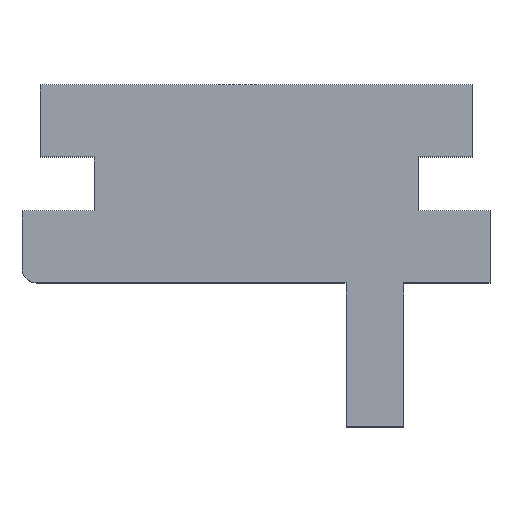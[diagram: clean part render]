
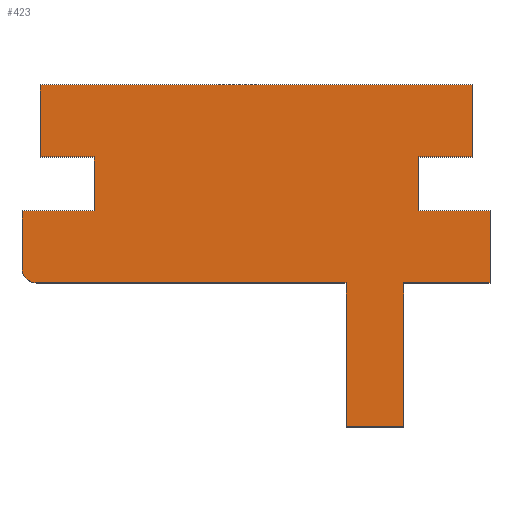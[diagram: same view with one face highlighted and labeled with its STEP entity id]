
A CAD part, top view. The second image highlights one B-rep face of the part: STEP entity #423.
In plain terms, the highlighted planar face has unit normal (0, 0, 1).
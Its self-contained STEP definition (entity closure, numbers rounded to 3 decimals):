
#36=PLANE('',#473);
#57=FACE_OUTER_BOUND('',#82,.T.);
#82=EDGE_LOOP('',(#383,#384,#385,#386,#387,#388,#389,#390,#391,#392,#393,
#394,#395,#396,#397,#398,#399));
#101=LINE('',#625,#152);
#106=LINE('',#643,#157);
#108=LINE('',#647,#159);
#110=LINE('',#651,#161);
#112=LINE('',#655,#163);
#114=LINE('',#659,#165);
#116=LINE('',#663,#167);
#118=LINE('',#667,#169);
#120=LINE('',#671,#171);
#122=LINE('',#675,#173);
#124=LINE('',#679,#175);
#126=LINE('',#683,#177);
#128=LINE('',#687,#179);
#130=LINE('',#691,#181);
#132=LINE('',#694,#183);
#133=LINE('',#696,#184);
#152=VECTOR('',#504,10.);
#157=VECTOR('',#523,10.);
#159=VECTOR('',#527,10.);
#161=VECTOR('',#531,10.);
#163=VECTOR('',#535,10.);
#165=VECTOR('',#539,10.);
#167=VECTOR('',#543,10.);
#169=VECTOR('',#547,10.);
#171=VECTOR('',#551,10.);
#173=VECTOR('',#555,10.);
#175=VECTOR('',#559,10.);
#177=VECTOR('',#563,10.);
#179=VECTOR('',#567,10.);
#181=VECTOR('',#571,10.);
#183=VECTOR('',#575,10.);
#184=VECTOR('',#578,10.);
#185=CIRCLE('',#448,2.);
#191=VERTEX_POINT('',#583);
#192=VERTEX_POINT('',#584);
#210=VERTEX_POINT('',#624);
#215=VERTEX_POINT('',#640);
#216=VERTEX_POINT('',#642);
#217=VERTEX_POINT('',#646);
#218=VERTEX_POINT('',#650);
#219=VERTEX_POINT('',#654);
#220=VERTEX_POINT('',#658);
#221=VERTEX_POINT('',#662);
#222=VERTEX_POINT('',#666);
#223=VERTEX_POINT('',#670);
#224=VERTEX_POINT('',#674);
#225=VERTEX_POINT('',#678);
#226=VERTEX_POINT('',#682);
#227=VERTEX_POINT('',#686);
#228=VERTEX_POINT('',#690);
#229=EDGE_CURVE('',#191,#192,#185,.T.);
#249=EDGE_CURVE('',#210,#192,#101,.T.);
#258=EDGE_CURVE('',#216,#215,#106,.T.);
#260=EDGE_CURVE('',#217,#216,#108,.T.);
#262=EDGE_CURVE('',#218,#217,#110,.T.);
#264=EDGE_CURVE('',#219,#218,#112,.T.);
#266=EDGE_CURVE('',#220,#219,#114,.T.);
#268=EDGE_CURVE('',#221,#220,#116,.T.);
#270=EDGE_CURVE('',#222,#221,#118,.T.);
#272=EDGE_CURVE('',#223,#222,#120,.T.);
#274=EDGE_CURVE('',#224,#223,#122,.T.);
#276=EDGE_CURVE('',#225,#224,#124,.T.);
#278=EDGE_CURVE('',#226,#225,#126,.T.);
#280=EDGE_CURVE('',#227,#226,#128,.T.);
#282=EDGE_CURVE('',#228,#227,#130,.T.);
#284=EDGE_CURVE('',#191,#228,#132,.T.);
#285=EDGE_CURVE('',#215,#210,#133,.T.);
#383=ORIENTED_EDGE('',*,*,#229,.F.);
#384=ORIENTED_EDGE('',*,*,#284,.T.);
#385=ORIENTED_EDGE('',*,*,#282,.T.);
#386=ORIENTED_EDGE('',*,*,#280,.T.);
#387=ORIENTED_EDGE('',*,*,#278,.T.);
#388=ORIENTED_EDGE('',*,*,#276,.T.);
#389=ORIENTED_EDGE('',*,*,#274,.T.);
#390=ORIENTED_EDGE('',*,*,#272,.T.);
#391=ORIENTED_EDGE('',*,*,#270,.T.);
#392=ORIENTED_EDGE('',*,*,#268,.T.);
#393=ORIENTED_EDGE('',*,*,#266,.T.);
#394=ORIENTED_EDGE('',*,*,#264,.T.);
#395=ORIENTED_EDGE('',*,*,#262,.T.);
#396=ORIENTED_EDGE('',*,*,#260,.T.);
#397=ORIENTED_EDGE('',*,*,#258,.T.);
#398=ORIENTED_EDGE('',*,*,#285,.T.);
#399=ORIENTED_EDGE('',*,*,#249,.T.);
#423=ADVANCED_FACE('',(#57),#36,.T.);
#448=AXIS2_PLACEMENT_3D('',#585,#478,#479);
#473=AXIS2_PLACEMENT_3D('',#697,#579,#580);
#478=DIRECTION('center_axis',(0.,0.,-1.));
#479=DIRECTION('ref_axis',(-0.707,-0.707,0.));
#504=DIRECTION('',(0.,-1.,0.));
#523=DIRECTION('',(0.,-1.,0.));
#527=DIRECTION('',(1.,0.,0.));
#531=DIRECTION('',(0.,-1.,0.));
#535=DIRECTION('',(-1.,0.,0.));
#539=DIRECTION('',(0.,1.,0.));
#543=DIRECTION('',(1.,0.,0.));
#547=DIRECTION('',(0.,1.,0.));
#551=DIRECTION('',(-1.,0.,0.));
#555=DIRECTION('',(0.,1.,0.));
#559=DIRECTION('',(1.,0.,0.));
#563=DIRECTION('',(0.,1.,0.));
#567=DIRECTION('',(1.,0.,0.));
#571=DIRECTION('',(0.,-1.,0.));
#575=DIRECTION('',(1.,0.,0.));
#578=DIRECTION('',(-1.,0.,0.));
#579=DIRECTION('center_axis',(0.,0.,1.));
#580=DIRECTION('ref_axis',(1.,0.,0.));
#583=CARTESIAN_POINT('',(-0.5,-17.5,12.));
#584=CARTESIAN_POINT('',(-2.5,-15.5,12.));
#585=CARTESIAN_POINT('Origin',(-0.5,-15.5,12.));
#624=CARTESIAN_POINT('',(-2.5,-7.5,12.));
#625=CARTESIAN_POINT('',(-2.5,-7.5,12.));
#640=CARTESIAN_POINT('',(7.5,-7.5,12.));
#642=CARTESIAN_POINT('',(7.5,0.,12.));
#643=CARTESIAN_POINT('',(7.5,0.,12.));
#646=CARTESIAN_POINT('',(0.,0.,12.));
#647=CARTESIAN_POINT('',(0.,0.,12.));
#650=CARTESIAN_POINT('',(0.,10.,12.));
#651=CARTESIAN_POINT('',(0.,10.,12.));
#654=CARTESIAN_POINT('',(60.,10.,12.));
#655=CARTESIAN_POINT('',(60.,10.,12.));
#658=CARTESIAN_POINT('',(60.,0.,12.));
#659=CARTESIAN_POINT('',(60.,0.,12.));
#662=CARTESIAN_POINT('',(52.5,0.,12.));
#663=CARTESIAN_POINT('',(52.5,0.,12.));
#666=CARTESIAN_POINT('',(52.5,-7.5,12.));
#667=CARTESIAN_POINT('',(52.5,-7.5,12.));
#670=CARTESIAN_POINT('',(62.5,-7.5,12.));
#671=CARTESIAN_POINT('',(62.5,-7.5,12.));
#674=CARTESIAN_POINT('',(62.5,-17.5,12.));
#675=CARTESIAN_POINT('',(62.5,-17.5,12.));
#678=CARTESIAN_POINT('',(50.5,-17.5,12.));
#679=CARTESIAN_POINT('',(50.5,-17.5,12.));
#682=CARTESIAN_POINT('',(50.5,-37.5,12.));
#683=CARTESIAN_POINT('',(50.5,-37.5,12.));
#686=CARTESIAN_POINT('',(42.5,-37.5,12.));
#687=CARTESIAN_POINT('',(42.5,-37.5,12.));
#690=CARTESIAN_POINT('',(42.5,-17.5,12.));
#691=CARTESIAN_POINT('',(42.5,-17.5,12.));
#694=CARTESIAN_POINT('',(-2.5,-17.5,12.));
#696=CARTESIAN_POINT('',(7.5,-7.5,12.));
#697=CARTESIAN_POINT('Origin',(30.,-13.75,12.));
